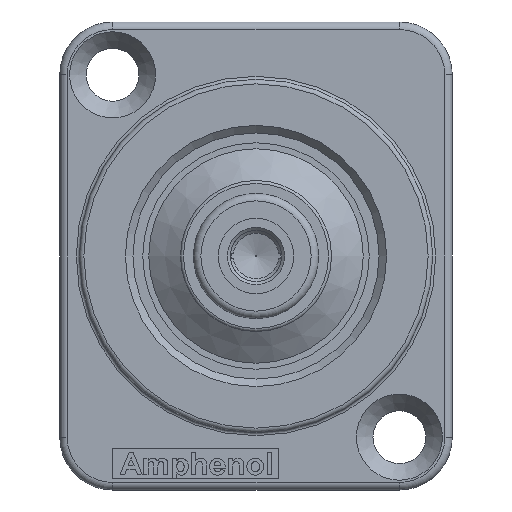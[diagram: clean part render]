
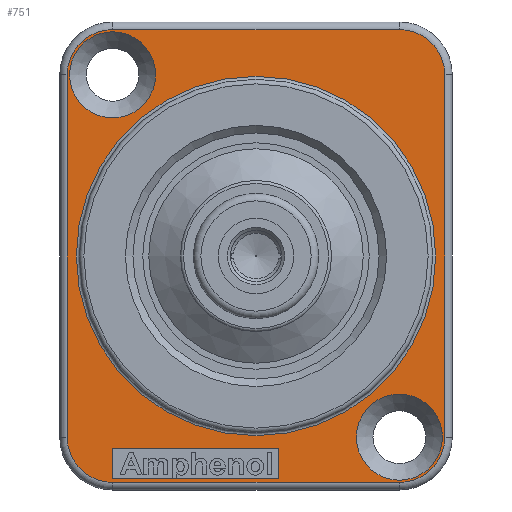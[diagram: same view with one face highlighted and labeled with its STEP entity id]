
A CAD part, front view. The second image highlights one B-rep face of the part: STEP entity #751.
In plain terms, the highlighted planar face has unit normal (0, -1, 0).
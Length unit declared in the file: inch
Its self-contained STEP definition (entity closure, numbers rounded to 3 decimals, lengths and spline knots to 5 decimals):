
#307=CARTESIAN_POINT('',(0.37402,0.0,0.59055));
#308=VERTEX_POINT('',#307);
#316=CARTESIAN_POINT('',(0.49213,0.0,0.47244));
#317=VERTEX_POINT('',#316);
#318=CARTESIAN_POINT('',(0.37402,0.0,0.47244));
#319=DIRECTION('',(0.0,1.0,0.0));
#320=DIRECTION('',(0.707,0.0,0.707));
#321=AXIS2_PLACEMENT_3D('',#318,#319,#320);
#322=CIRCLE('',#321,0.11811);
#323=EDGE_CURVE('',#308,#317,#322,.T.);
#349=CARTESIAN_POINT('',(0.49213,0.0,-0.47244));
#350=VERTEX_POINT('',#349);
#367=CARTESIAN_POINT('',(0.49213,0.0,0.47244));
#368=DIRECTION('',(0.0,0.0,-1.0));
#369=VECTOR('',#368,0.94488);
#370=LINE('',#367,#369);
#371=EDGE_CURVE('',#317,#350,#370,.T.);
#381=CARTESIAN_POINT('',(0.37402,0.0,-0.59055));
#382=VERTEX_POINT('',#381);
#400=CARTESIAN_POINT('',(0.37402,0.0,-0.47244));
#401=DIRECTION('',(0.0,1.0,0.0));
#402=DIRECTION('',(0.707,0.0,-0.707));
#403=AXIS2_PLACEMENT_3D('',#400,#401,#402);
#404=CIRCLE('',#403,0.11811);
#405=EDGE_CURVE('',#350,#382,#404,.T.);
#415=CARTESIAN_POINT('',(-0.37402,0.0,-0.59055));
#416=VERTEX_POINT('',#415);
#433=CARTESIAN_POINT('',(0.37402,0.0,-0.59055));
#434=DIRECTION('',(-1.0,0.0,0.0));
#435=VECTOR('',#434,0.74803);
#436=LINE('',#433,#435);
#437=EDGE_CURVE('',#382,#416,#436,.T.);
#447=CARTESIAN_POINT('',(-0.49213,0.0,-0.47244));
#448=VERTEX_POINT('',#447);
#466=CARTESIAN_POINT('',(-0.37402,0.0,-0.47244));
#467=DIRECTION('',(0.0,1.0,0.0));
#468=DIRECTION('',(-0.707,0.0,-0.707));
#469=AXIS2_PLACEMENT_3D('',#466,#467,#468);
#470=CIRCLE('',#469,0.11811);
#471=EDGE_CURVE('',#416,#448,#470,.T.);
#481=CARTESIAN_POINT('',(-0.49213,0.0,0.47244));
#482=VERTEX_POINT('',#481);
#499=CARTESIAN_POINT('',(-0.49213,0.0,-0.47244));
#500=DIRECTION('',(0.0,0.0,1.0));
#501=VECTOR('',#500,0.94488);
#502=LINE('',#499,#501);
#503=EDGE_CURVE('',#448,#482,#502,.T.);
#513=CARTESIAN_POINT('',(-0.37402,0.0,0.59055));
#514=VERTEX_POINT('',#513);
#532=CARTESIAN_POINT('',(-0.37402,0.0,0.47244));
#533=DIRECTION('',(0.0,1.0,0.0));
#534=DIRECTION('',(-0.707,0.0,0.707));
#535=AXIS2_PLACEMENT_3D('',#532,#533,#534);
#536=CIRCLE('',#535,0.11811);
#537=EDGE_CURVE('',#482,#514,#536,.T.);
#555=CARTESIAN_POINT('',(-0.37402,0.0,0.59055));
#556=DIRECTION('',(1.0,0.0,0.0));
#557=VECTOR('',#556,0.74803);
#558=LINE('',#555,#557);
#559=EDGE_CURVE('',#514,#308,#558,.T.);
#669=CARTESIAN_POINT('',(0.,0.0,0.));
#670=DIRECTION('',(0.0,1.0,0.0));
#671=DIRECTION('',(0.0,0.0,1.0));
#672=AXIS2_PLACEMENT_3D('',#669,#670,#671);
#673=PLANE('',#672);
#674=ORIENTED_EDGE('',*,*,#323,.F.);
#675=ORIENTED_EDGE('',*,*,#559,.F.);
#676=ORIENTED_EDGE('',*,*,#537,.F.);
#677=ORIENTED_EDGE('',*,*,#503,.F.);
#678=ORIENTED_EDGE('',*,*,#471,.F.);
#679=ORIENTED_EDGE('',*,*,#437,.F.);
#680=ORIENTED_EDGE('',*,*,#405,.F.);
#681=ORIENTED_EDGE('',*,*,#371,.F.);
#682=EDGE_LOOP('',(#674,#675,#676,#677,#678,#679,#680,#681));
#683=FACE_OUTER_BOUND('',#682,.T.);
#684=CARTESIAN_POINT('',(0.4685,0.0,0.));
#685=VERTEX_POINT('',#684);
#686=CARTESIAN_POINT('',(0.,0.0,0.));
#687=DIRECTION('',(0.0,-1.0,0.0));
#688=DIRECTION('',(-1.0,0.0,0.0));
#689=AXIS2_PLACEMENT_3D('',#686,#687,#688);
#690=CIRCLE('',#689,0.4685);
#691=EDGE_CURVE('',#685,#685,#690,.T.);
#692=ORIENTED_EDGE('',*,*,#691,.F.);
#693=EDGE_LOOP('',(#692));
#694=FACE_BOUND('',#693,.T.);
#695=CARTESIAN_POINT('',(0.05906,0.0,-0.50197));
#696=VERTEX_POINT('',#695);
#697=CARTESIAN_POINT('',(0.05906,0.0,-0.58071));
#698=VERTEX_POINT('',#697);
#699=CARTESIAN_POINT('',(0.05906,0.0,-0.50197));
#700=DIRECTION('',(0.0,0.0,-1.0));
#701=VECTOR('',#700,0.07874);
#702=LINE('',#699,#701);
#703=EDGE_CURVE('',#696,#698,#702,.T.);
#704=ORIENTED_EDGE('',*,*,#703,.T.);
#705=CARTESIAN_POINT('',(-0.37402,0.0,-0.58071));
#706=VERTEX_POINT('',#705);
#707=CARTESIAN_POINT('',(0.05906,0.0,-0.58071));
#708=DIRECTION('',(-1.0,0.0,0.0));
#709=VECTOR('',#708,0.43307);
#710=LINE('',#707,#709);
#711=EDGE_CURVE('',#698,#706,#710,.T.);
#712=ORIENTED_EDGE('',*,*,#711,.T.);
#713=CARTESIAN_POINT('',(-0.37402,0.0,-0.50197));
#714=VERTEX_POINT('',#713);
#715=CARTESIAN_POINT('',(-0.37402,0.0,-0.58071));
#716=DIRECTION('',(0.0,0.0,1.0));
#717=VECTOR('',#716,0.07874);
#718=LINE('',#715,#717);
#719=EDGE_CURVE('',#706,#714,#718,.T.);
#720=ORIENTED_EDGE('',*,*,#719,.T.);
#721=CARTESIAN_POINT('',(-0.37402,0.0,-0.50197));
#722=DIRECTION('',(1.0,0.0,0.0));
#723=VECTOR('',#722,0.43307);
#724=LINE('',#721,#723);
#725=EDGE_CURVE('',#714,#696,#724,.T.);
#726=ORIENTED_EDGE('',*,*,#725,.T.);
#727=EDGE_LOOP('',(#704,#712,#720,#726));
#728=FACE_BOUND('',#727,.T.);
#729=CARTESIAN_POINT('',(-0.26181,0.0,0.47244));
#730=VERTEX_POINT('',#729);
#731=CARTESIAN_POINT('',(-0.37402,0.0,0.47244));
#732=DIRECTION('',(0.0,1.0,0.0));
#733=DIRECTION('',(-1.0,0.0,0.0));
#734=AXIS2_PLACEMENT_3D('',#731,#732,#733);
#735=CIRCLE('',#734,0.1122);
#736=EDGE_CURVE('',#730,#730,#735,.T.);
#737=ORIENTED_EDGE('',*,*,#736,.T.);
#738=EDGE_LOOP('',(#737));
#739=FACE_BOUND('',#738,.T.);
#740=CARTESIAN_POINT('',(0.48622,0.0,-0.47244));
#741=VERTEX_POINT('',#740);
#742=CARTESIAN_POINT('',(0.37402,0.0,-0.47244));
#743=DIRECTION('',(0.0,1.0,0.0));
#744=DIRECTION('',(-1.0,0.0,0.0));
#745=AXIS2_PLACEMENT_3D('',#742,#743,#744);
#746=CIRCLE('',#745,0.1122);
#747=EDGE_CURVE('',#741,#741,#746,.T.);
#748=ORIENTED_EDGE('',*,*,#747,.T.);
#749=EDGE_LOOP('',(#748));
#750=FACE_BOUND('',#749,.T.);
#751=ADVANCED_FACE('',(#683,#694,#728,#739,#750),#673,.F.);
